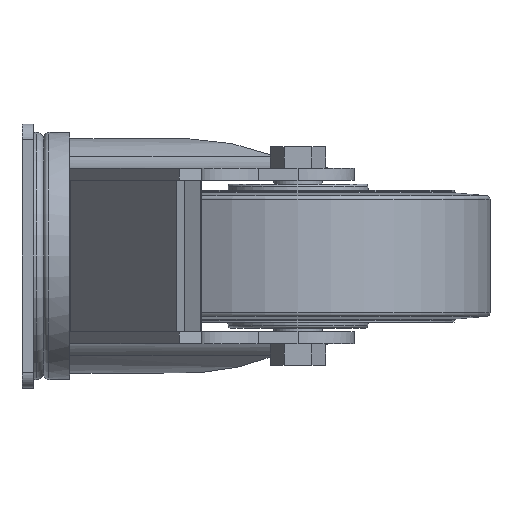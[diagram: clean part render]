
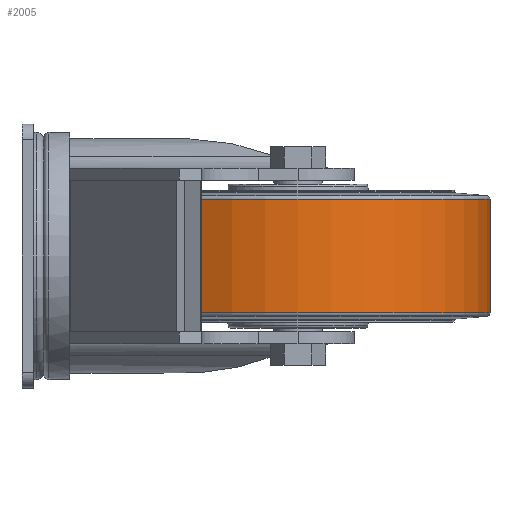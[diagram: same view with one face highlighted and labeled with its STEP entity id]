
A CAD part, left-side view. The second image highlights one B-rep face of the part: STEP entity #2005.
In plain terms, the highlighted cylindrical face has radius 80 mm (diameter 160 mm), a full revolution.
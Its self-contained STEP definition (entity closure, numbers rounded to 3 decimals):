
#968=ORIENTED_EDGE('',*,*,#1250,.T.);
#969=ORIENTED_EDGE('',*,*,#1249,.F.);
#1249=EDGE_CURVE('',#1440,#1440,#1525,.T.);
#1250=EDGE_CURVE('',#1441,#1441,#1526,.T.);
#1440=VERTEX_POINT('',#3407);
#1441=VERTEX_POINT('',#3410);
#1525=CIRCLE('',#2216,80.);
#1526=CIRCLE('',#2218,80.);
#1677=EDGE_LOOP('',(#968));
#1678=EDGE_LOOP('',(#969));
#1841=FACE_BOUND('',#1677,.T.);
#1842=FACE_BOUND('',#1678,.T.);
#1898=CYLINDRICAL_SURFACE('',#2217,80.);
#2005=ADVANCED_FACE('',(#1841,#1842),#1898,.T.);
#2216=AXIS2_PLACEMENT_3D('',#3406,#2782,#2783);
#2217=AXIS2_PLACEMENT_3D('',#3408,#2784,#2785);
#2218=AXIS2_PLACEMENT_3D('',#3409,#2786,#2787);
#2782=DIRECTION('',(0.,0.,-1.));
#2783=DIRECTION('',(-1.,0.,0.));
#2784=DIRECTION('',(0.,0.,-1.));
#2785=DIRECTION('',(-1.,0.,0.));
#2786=DIRECTION('',(0.,0.,-1.));
#2787=DIRECTION('',(-1.,0.,0.));
#3406=CARTESIAN_POINT('',(0.,0.,-23.626));
#3407=CARTESIAN_POINT('',(-80.,0.,-23.626));
#3408=CARTESIAN_POINT('',(0.,0.,-30.));
#3409=CARTESIAN_POINT('',(0.,0.,23.626));
#3410=CARTESIAN_POINT('',(-80.,0.,23.626));
